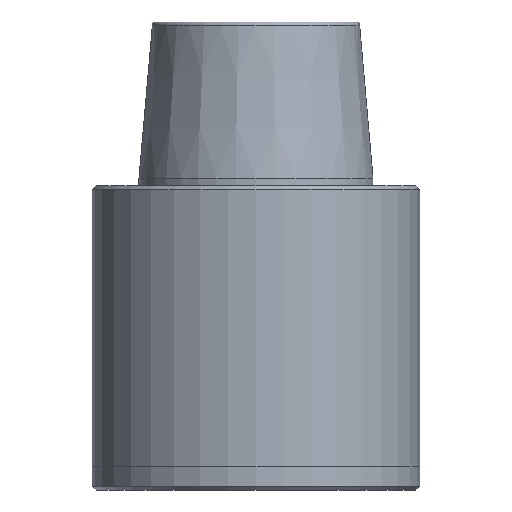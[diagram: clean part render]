
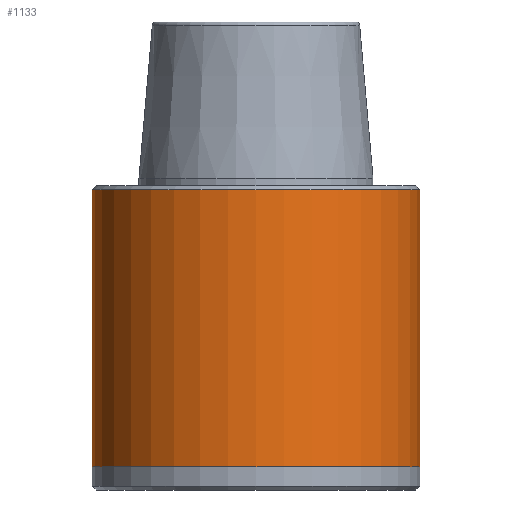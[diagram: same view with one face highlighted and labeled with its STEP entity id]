
A CAD part, front view. The second image highlights one B-rep face of the part: STEP entity #1133.
In plain terms, the highlighted cylindrical face has radius 21 mm (diameter 42 mm), a partial arc.
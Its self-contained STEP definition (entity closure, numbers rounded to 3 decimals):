
#26 = DIRECTION ( 'NONE',  ( 0., 0., 1. ) ) ;
#43 = EDGE_CURVE ( 'NONE', #1067, #1293, #799, .T. ) ;
#75 = DIRECTION ( 'NONE',  ( 1., 0., 0. ) ) ;
#146 = DIRECTION ( 'NONE',  ( 0., 0., 1. ) ) ;
#234 = CARTESIAN_POINT ( 'NONE',  ( 0., 0., -1.5 ) ) ;
#357 = CARTESIAN_POINT ( 'NONE',  ( 0., 0., -37. ) ) ;
#375 = EDGE_CURVE ( 'NONE', #1170, #1293, #1259, .T. ) ;
#396 = DIRECTION ( 'NONE',  ( 0., 0., 1. ) ) ;
#451 = EDGE_CURVE ( 'NONE', #472, #1170, #1080, .T. ) ;
#452 = DIRECTION ( 'NONE',  ( -1., 0., 0. ) ) ;
#472 = VERTEX_POINT ( 'NONE', #1285 ) ;
#478 = DIRECTION ( 'NONE',  ( 0., 0., -1. ) ) ;
#479 = ORIENTED_EDGE ( 'NONE', *, *, #451, .T. ) ;
#533 = DIRECTION ( 'NONE',  ( 0., 0., 1. ) ) ;
#611 = CARTESIAN_POINT ( 'NONE',  ( -21., 0., -37. ) ) ;
#632 = ORIENTED_EDGE ( 'NONE', *, *, #719, .T. ) ;
#719 = EDGE_CURVE ( 'NONE', #1067, #472, #1358, .T. ) ;
#729 = ORIENTED_EDGE ( 'NONE', *, *, #375, .T. ) ;
#765 = CARTESIAN_POINT ( 'NONE',  ( 21., 0., -1.5 ) ) ;
#799 = LINE ( 'NONE', #1215, #1425 ) ;
#809 = AXIS2_PLACEMENT_3D ( 'NONE', #234, #478, #452 ) ;
#942 = VECTOR ( 'NONE', #26, 1000. ) ;
#955 = AXIS2_PLACEMENT_3D ( 'NONE', #1191, #396, #75 ) ;
#1050 = AXIS2_PLACEMENT_3D ( 'NONE', #357, #146, #1268 ) ;
#1067 = VERTEX_POINT ( 'NONE', #611 ) ;
#1080 = LINE ( 'NONE', #1261, #942 ) ;
#1116 = ORIENTED_EDGE ( 'NONE', *, *, #43, .F. ) ;
#1133 = ADVANCED_FACE ( 'NONE', ( #1273 ), #1199, .T. ) ;
#1170 = VERTEX_POINT ( 'NONE', #765 ) ;
#1191 = CARTESIAN_POINT ( 'NONE',  ( 0., 0., -40. ) ) ;
#1199 = CYLINDRICAL_SURFACE ( 'NONE', #955, 21. ) ;
#1215 = CARTESIAN_POINT ( 'NONE',  ( -21., 0., -40. ) ) ;
#1235 = CARTESIAN_POINT ( 'NONE',  ( -21., 0., -1.5 ) ) ;
#1258 = EDGE_LOOP ( 'NONE', ( #1116, #632, #479, #729 ) ) ;
#1259 = CIRCLE ( 'NONE', #809, 21. ) ;
#1261 = CARTESIAN_POINT ( 'NONE',  ( 21., 0., -40. ) ) ;
#1268 = DIRECTION ( 'NONE',  ( 1., 0., 0. ) ) ;
#1273 = FACE_OUTER_BOUND ( 'NONE', #1258, .T. ) ;
#1285 = CARTESIAN_POINT ( 'NONE',  ( 21., 0., -37. ) ) ;
#1293 = VERTEX_POINT ( 'NONE', #1235 ) ;
#1358 = CIRCLE ( 'NONE', #1050, 21. ) ;
#1425 = VECTOR ( 'NONE', #533, 1000. ) ;
